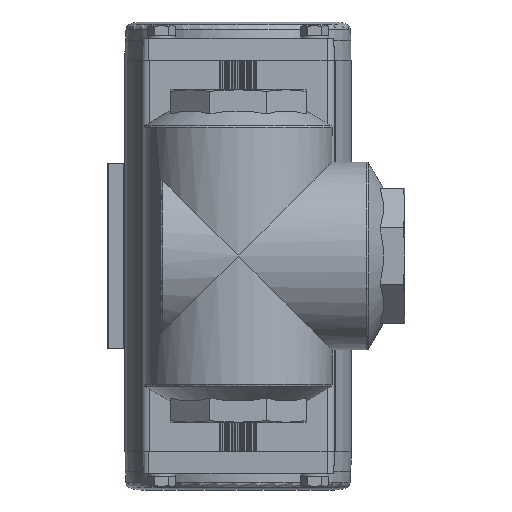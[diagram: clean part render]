
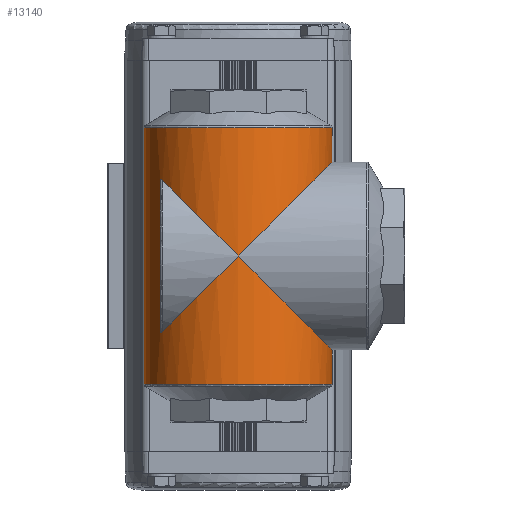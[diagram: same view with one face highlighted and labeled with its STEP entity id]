
A CAD part, front view. The second image highlights one B-rep face of the part: STEP entity #13140.
In plain terms, the highlighted cylindrical face has radius 38 mm (diameter 76 mm), a full revolution.
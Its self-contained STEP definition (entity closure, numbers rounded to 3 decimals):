
#147=ELLIPSE('',#14215,53.74,38.);
#148=ELLIPSE('',#14216,53.74,38.);
#149=ELLIPSE('',#14217,53.74,38.);
#150=ELLIPSE('',#14218,53.74,38.);
#151=ELLIPSE('',#14219,53.74,38.);
#152=ELLIPSE('',#14220,53.74,38.);
#665=B_SPLINE_CURVE_WITH_KNOTS('',3,(#20109,#20110,#20111,#20112,#20113,
#20114,#20115),.UNSPECIFIED.,.F.,.F.,(4,1,1,1,4),(0.074,0.08,
0.085,0.09,0.096),.UNSPECIFIED.);
#667=B_SPLINE_CURVE_WITH_KNOTS('',3,(#20126,#20127,#20128,#20129,#20130,
#20131,#20132,#20133),.UNSPECIFIED.,.F.,.F.,(4,1,1,1,1,4),(0.032,
0.037,0.043,0.048,0.051,
0.053),.UNSPECIFIED.);
#688=B_SPLINE_CURVE_WITH_KNOTS('',3,(#20322,#20323,#20324,#20325,#20326,
#20327,#20328),.UNSPECIFIED.,.F.,.F.,(4,1,1,1,4),(0.,0.001,
0.001,0.002,0.002),
 .UNSPECIFIED.);
#689=B_SPLINE_CURVE_WITH_KNOTS('',3,(#20332,#20333,#20334,#20335,#20336,
#20337,#20338),.UNSPECIFIED.,.F.,.F.,(4,1,1,1,4),(0.003,0.003,
0.004,0.005,0.005),
 .UNSPECIFIED.);
#690=B_SPLINE_CURVE_WITH_KNOTS('',3,(#20345,#20346,#20347,#20348,#20349,
#20350,#20351),.UNSPECIFIED.,.F.,.F.,(4,1,1,1,4),(0.,0.001,
0.001,0.002,0.002),
 .UNSPECIFIED.);
#691=B_SPLINE_CURVE_WITH_KNOTS('',3,(#20355,#20356,#20357,#20358,#20359,
#20360,#20361),.UNSPECIFIED.,.F.,.F.,(4,1,1,1,4),(0.003,0.003,
0.004,0.005,0.005),
 .UNSPECIFIED.);
#1363=LINE('',#20330,#2184);
#1364=LINE('',#20353,#2185);
#2184=VECTOR('',#16022,1000.);
#2185=VECTOR('',#16029,1000.);
#3194=ORIENTED_EDGE('',*,*,#6964,.F.);
#3195=ORIENTED_EDGE('',*,*,#6910,.F.);
#3196=ORIENTED_EDGE('',*,*,#6965,.F.);
#3197=ORIENTED_EDGE('',*,*,#6966,.T.);
#3198=ORIENTED_EDGE('',*,*,#6967,.F.);
#3199=ORIENTED_EDGE('',*,*,#6968,.T.);
#3200=ORIENTED_EDGE('',*,*,#6969,.F.);
#3201=ORIENTED_EDGE('',*,*,#6908,.F.);
#3202=ORIENTED_EDGE('',*,*,#6970,.F.);
#3203=ORIENTED_EDGE('',*,*,#6971,.F.);
#3204=ORIENTED_EDGE('',*,*,#6972,.T.);
#3205=ORIENTED_EDGE('',*,*,#6973,.F.);
#3206=ORIENTED_EDGE('',*,*,#6974,.T.);
#3207=ORIENTED_EDGE('',*,*,#6975,.F.);
#3208=ORIENTED_EDGE('',*,*,#6976,.F.);
#3209=ORIENTED_EDGE('',*,*,#6977,.T.);
#6908=EDGE_CURVE('',#8783,#8784,#665,.T.);
#6910=EDGE_CURVE('',#8785,#8786,#667,.T.);
#6964=EDGE_CURVE('',#8829,#8829,#10023,.T.);
#6965=EDGE_CURVE('',#8830,#8785,#147,.T.);
#6966=EDGE_CURVE('',#8830,#8831,#688,.T.);
#6967=EDGE_CURVE('',#8832,#8831,#1363,.F.);
#6968=EDGE_CURVE('',#8832,#8833,#689,.T.);
#6969=EDGE_CURVE('',#8784,#8833,#148,.F.);
#6970=EDGE_CURVE('',#8834,#8783,#149,.F.);
#6971=EDGE_CURVE('',#8835,#8834,#150,.F.);
#6972=EDGE_CURVE('',#8835,#8836,#690,.T.);
#6973=EDGE_CURVE('',#8837,#8836,#1364,.T.);
#6974=EDGE_CURVE('',#8837,#8838,#691,.T.);
#6975=EDGE_CURVE('',#8834,#8838,#151,.T.);
#6976=EDGE_CURVE('',#8786,#8834,#152,.T.);
#6977=EDGE_CURVE('',#8839,#8839,#10024,.T.);
#8783=VERTEX_POINT('',#20116);
#8784=VERTEX_POINT('',#20117);
#8785=VERTEX_POINT('',#20125);
#8786=VERTEX_POINT('',#20134);
#8829=VERTEX_POINT('',#20319);
#8830=VERTEX_POINT('',#20321);
#8831=VERTEX_POINT('',#20329);
#8832=VERTEX_POINT('',#20331);
#8833=VERTEX_POINT('',#20339);
#8834=VERTEX_POINT('',#20342);
#8835=VERTEX_POINT('',#20344);
#8836=VERTEX_POINT('',#20352);
#8837=VERTEX_POINT('',#20354);
#8838=VERTEX_POINT('',#20362);
#8839=VERTEX_POINT('',#20366);
#10023=CIRCLE('',#14214,38.);
#10024=CIRCLE('',#14221,38.);
#10655=EDGE_LOOP('',(#3194));
#10656=EDGE_LOOP('',(#3195,#3196,#3197,#3198,#3199,#3200,#3201,#3202,#3203,
#3204,#3205,#3206,#3207,#3208));
#10657=EDGE_LOOP('',(#3209));
#11795=FACE_BOUND('',#10655,.T.);
#11796=FACE_BOUND('',#10656,.T.);
#11797=FACE_BOUND('',#10657,.T.);
#12912=CYLINDRICAL_SURFACE('',#14213,38.);
#13140=ADVANCED_FACE('',(#11795,#11796,#11797),#12912,.T.);
#14213=AXIS2_PLACEMENT_3D('',#20317,#16016,#16017);
#14214=AXIS2_PLACEMENT_3D('',#20318,#16018,#16019);
#14215=AXIS2_PLACEMENT_3D('',#20320,#16020,#16021);
#14216=AXIS2_PLACEMENT_3D('',#20340,#16023,#16024);
#14217=AXIS2_PLACEMENT_3D('',#20341,#16025,#16026);
#14218=AXIS2_PLACEMENT_3D('',#20343,#16027,#16028);
#14219=AXIS2_PLACEMENT_3D('',#20363,#16030,#16031);
#14220=AXIS2_PLACEMENT_3D('',#20364,#16032,#16033);
#14221=AXIS2_PLACEMENT_3D('',#20365,#16034,#16035);
#16016=DIRECTION('',(0.,0.,-1.));
#16017=DIRECTION('',(-1.,0.,0.));
#16018=DIRECTION('',(0.,0.,-1.));
#16019=DIRECTION('',(-1.,0.,0.));
#16020=DIRECTION('',(-0.707,0.,-0.707));
#16021=DIRECTION('',(0.707,0.,-0.707));
#16022=DIRECTION('',(0.,0.,-1.));
#16023=DIRECTION('',(0.707,0.,-0.707));
#16024=DIRECTION('',(-0.707,0.,-0.707));
#16025=DIRECTION('',(-0.707,0.,-0.707));
#16026=DIRECTION('',(0.707,0.,-0.707));
#16027=DIRECTION('',(0.707,0.,-0.707));
#16028=DIRECTION('',(-0.707,0.,-0.707));
#16029=DIRECTION('',(0.,0.,-1.));
#16030=DIRECTION('',(-0.707,0.,-0.707));
#16031=DIRECTION('',(0.707,0.,-0.707));
#16032=DIRECTION('',(0.707,0.,-0.707));
#16033=DIRECTION('',(-0.707,0.,-0.707));
#16034=DIRECTION('',(0.,0.,-1.));
#16035=DIRECTION('',(-1.,0.,0.));
#20109=CARTESIAN_POINT('',(9.546,36.781,-9.546));
#20110=CARTESIAN_POINT('',(8.309,37.103,-10.783));
#20111=CARTESIAN_POINT('',(5.341,37.736,-12.781));
#20112=CARTESIAN_POINT('',(0.004,38.132,-13.859));
#20113=CARTESIAN_POINT('',(-5.34,37.736,-12.783));
#20114=CARTESIAN_POINT('',(-8.312,37.102,-10.78));
#20115=CARTESIAN_POINT('',(-9.546,36.781,-9.546));
#20116=CARTESIAN_POINT('',(9.546,36.781,-9.546));
#20117=CARTESIAN_POINT('',(-9.546,36.781,-9.546));
#20125=CARTESIAN_POINT('',(-9.546,36.781,9.546));
#20126=CARTESIAN_POINT('',(-9.546,36.781,9.546));
#20127=CARTESIAN_POINT('',(-8.306,37.103,10.786));
#20128=CARTESIAN_POINT('',(-5.341,37.736,12.78));
#20129=CARTESIAN_POINT('',(-0.006,38.131,13.857));
#20130=CARTESIAN_POINT('',(4.436,37.804,12.968));
#20131=CARTESIAN_POINT('',(7.573,37.26,11.279));
#20132=CARTESIAN_POINT('',(8.922,36.943,10.17));
#20133=CARTESIAN_POINT('',(9.546,36.781,9.546));
#20134=CARTESIAN_POINT('',(9.546,36.781,9.546));
#20317=CARTESIAN_POINT('',(0.,0.,-67.25));
#20318=CARTESIAN_POINT('',(0.,0.,-51.934));
#20319=CARTESIAN_POINT('',(-38.,0.,-51.934));
#20320=CARTESIAN_POINT('',(0.,0.,0.));
#20321=CARTESIAN_POINT('',(-30.5,22.666,30.5));
#20322=CARTESIAN_POINT('',(-30.5,22.666,30.5));
#20323=CARTESIAN_POINT('',(-30.591,22.543,30.591));
#20324=CARTESIAN_POINT('',(-30.779,22.288,30.748));
#20325=CARTESIAN_POINT('',(-31.077,21.871,30.885));
#20326=CARTESIAN_POINT('',(-31.407,21.394,30.831));
#20327=CARTESIAN_POINT('',(-31.5,21.254,30.465));
#20328=CARTESIAN_POINT('',(-31.5,21.254,30.286));
#20329=CARTESIAN_POINT('',(-31.5,21.254,30.286));
#20330=CARTESIAN_POINT('',(-31.5,21.254,-67.25));
#20331=CARTESIAN_POINT('',(-31.5,21.254,-30.286));
#20332=CARTESIAN_POINT('',(-31.5,21.254,-30.286));
#20333=CARTESIAN_POINT('',(-31.5,21.254,-30.462));
#20334=CARTESIAN_POINT('',(-31.407,21.394,-30.832));
#20335=CARTESIAN_POINT('',(-31.076,21.872,-30.885));
#20336=CARTESIAN_POINT('',(-30.78,22.286,-30.749));
#20337=CARTESIAN_POINT('',(-30.591,22.543,-30.591));
#20338=CARTESIAN_POINT('',(-30.5,22.666,-30.5));
#20339=CARTESIAN_POINT('',(-30.5,22.666,-30.5));
#20340=CARTESIAN_POINT('',(0.,0.,0.));
#20341=CARTESIAN_POINT('',(0.,0.,0.));
#20342=CARTESIAN_POINT('',(0.,-38.,0.));
#20343=CARTESIAN_POINT('',(0.,0.,0.));
#20344=CARTESIAN_POINT('',(-30.5,-22.666,-30.5));
#20345=CARTESIAN_POINT('',(-30.5,-22.666,-30.5));
#20346=CARTESIAN_POINT('',(-30.591,-22.543,-30.591));
#20347=CARTESIAN_POINT('',(-30.779,-22.288,-30.748));
#20348=CARTESIAN_POINT('',(-31.077,-21.871,-30.885));
#20349=CARTESIAN_POINT('',(-31.407,-21.394,-30.831));
#20350=CARTESIAN_POINT('',(-31.5,-21.254,-30.465));
#20351=CARTESIAN_POINT('',(-31.5,-21.254,-30.286));
#20352=CARTESIAN_POINT('',(-31.5,-21.254,-30.286));
#20353=CARTESIAN_POINT('',(-31.5,-21.254,-67.25));
#20354=CARTESIAN_POINT('',(-31.5,-21.254,30.286));
#20355=CARTESIAN_POINT('',(-31.5,-21.254,30.286));
#20356=CARTESIAN_POINT('',(-31.5,-21.254,30.462));
#20357=CARTESIAN_POINT('',(-31.407,-21.394,30.832));
#20358=CARTESIAN_POINT('',(-31.076,-21.872,30.885));
#20359=CARTESIAN_POINT('',(-30.78,-22.286,30.749));
#20360=CARTESIAN_POINT('',(-30.591,-22.543,30.591));
#20361=CARTESIAN_POINT('',(-30.5,-22.666,30.5));
#20362=CARTESIAN_POINT('',(-30.5,-22.666,30.5));
#20363=CARTESIAN_POINT('',(0.,0.,0.));
#20364=CARTESIAN_POINT('',(0.,0.,0.));
#20365=CARTESIAN_POINT('',(0.,0.,51.934));
#20366=CARTESIAN_POINT('',(-38.,0.,51.934));
